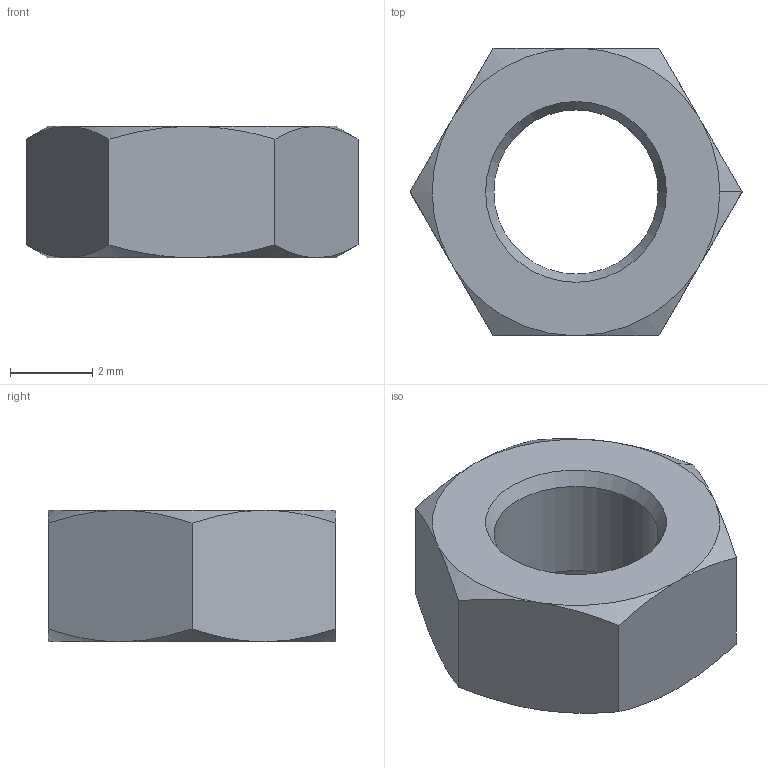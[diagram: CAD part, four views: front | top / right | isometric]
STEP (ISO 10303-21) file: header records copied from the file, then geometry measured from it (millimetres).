
FILE_DESCRIPTION(('FreeCAD Model'),'2;1');
FILE_NAME( 'hexagonal_nut_normal_height_M4.step', '2020-02-19T20:36:53',('Author'),(''), 'Open CASCADE STEP processor 7.3','FreeCAD','Unknown');
FILE_SCHEMA(('AUTOMOTIVE_DESIGN { 1 0 10303 214 1 1 1 1 }'));
Length unit declared in the file: millimetre
Products named in the file (1): DADO_ESAGONALE_NORMALE
Bounding box: 8.08 x 7 x 3.2 mm (x, y, z)
Volume: 93.8 mm3; surface area: 170.1 mm2
Topology: 1 solids, 1 shells, 25 faces, 65 edges, 42 vertices
Faces by surface type: cone 16, plane 8, cylinder 1
Full cylindrical faces by diameter (mm): 4 x1
Entity records: 1945 total; most frequent: CARTESIAN_POINT 503, DIRECTION 241, ORIENTED_EDGE 130, PCURVE 130, DEFINITIONAL_REPRESENTATION 130, LINE 89, VECTOR 89, AXIS2_PLACEMENT_3D 68
